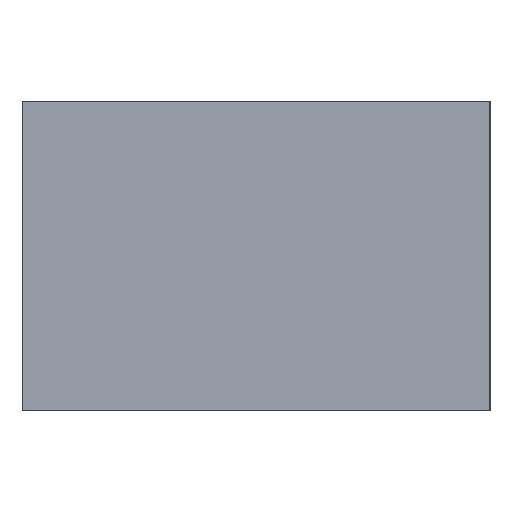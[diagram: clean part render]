
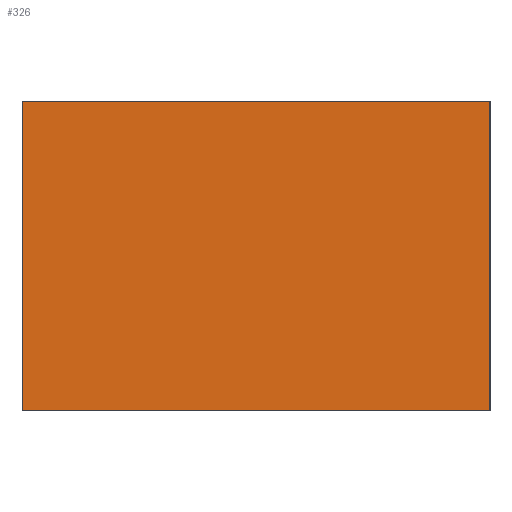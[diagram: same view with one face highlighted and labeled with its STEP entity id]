
A CAD part, left-side view. The second image highlights one B-rep face of the part: STEP entity #326.
In plain terms, the highlighted planar face has unit normal (-1, 0, 0).
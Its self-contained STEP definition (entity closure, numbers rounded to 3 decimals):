
#230=CARTESIAN_POINT('',(-1.016,-0.635,0.84));
#231=VERTEX_POINT('',#230);
#248=CARTESIAN_POINT('',(-1.016,0.635,0.84));
#249=VERTEX_POINT('',#248);
#256=CARTESIAN_POINT('',(-1.016,0.635,0.84));
#257=DIRECTION('',(0.0,-1.0,0.0));
#258=VECTOR('',#257,1.27);
#259=LINE('',#256,#258);
#260=EDGE_CURVE('',#249,#231,#259,.T.);
#272=CARTESIAN_POINT('',(-1.016,-0.635,0.0));
#273=VERTEX_POINT('',#272);
#280=CARTESIAN_POINT('',(-1.016,0.635,0.0));
#281=VERTEX_POINT('',#280);
#282=CARTESIAN_POINT('',(-1.016,-0.635,0.0));
#283=DIRECTION('',(0.0,1.0,0.0));
#284=VECTOR('',#283,1.27);
#285=LINE('',#282,#284);
#286=EDGE_CURVE('',#273,#281,#285,.T.);
#305=CARTESIAN_POINT('',(-1.016,0.,0.42));
#306=DIRECTION('',(1.0,0.0,0.0));
#307=DIRECTION('',(0.0,0.0,1.0));
#308=AXIS2_PLACEMENT_3D('',#305,#306,#307);
#309=PLANE('',#308);
#310=CARTESIAN_POINT('',(-1.016,0.635,0.84));
#311=DIRECTION('',(0.0,0.0,-1.0));
#312=VECTOR('',#311,0.84);
#313=LINE('',#310,#312);
#314=EDGE_CURVE('',#249,#281,#313,.T.);
#315=ORIENTED_EDGE('',*,*,#314,.T.);
#316=ORIENTED_EDGE('',*,*,#286,.F.);
#317=CARTESIAN_POINT('',(-1.016,-0.635,0.84));
#318=DIRECTION('',(0.0,0.0,-1.0));
#319=VECTOR('',#318,0.84);
#320=LINE('',#317,#319);
#321=EDGE_CURVE('',#231,#273,#320,.T.);
#322=ORIENTED_EDGE('',*,*,#321,.F.);
#323=ORIENTED_EDGE('',*,*,#260,.F.);
#324=EDGE_LOOP('',(#315,#316,#322,#323));
#325=FACE_OUTER_BOUND('',#324,.T.);
#326=ADVANCED_FACE('',(#325),#309,.F.);
